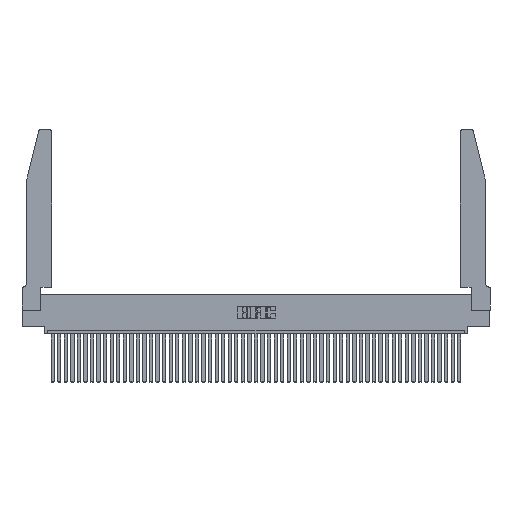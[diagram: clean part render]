
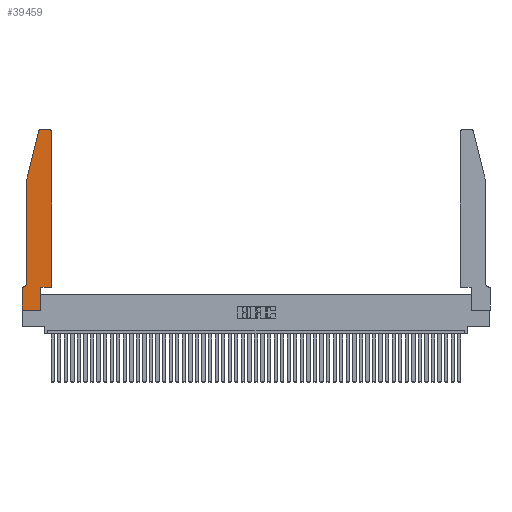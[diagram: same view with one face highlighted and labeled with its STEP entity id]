
A CAD part, top view. The second image highlights one B-rep face of the part: STEP entity #39459.
In plain terms, the highlighted planar face has unit normal (0, 0, 1).
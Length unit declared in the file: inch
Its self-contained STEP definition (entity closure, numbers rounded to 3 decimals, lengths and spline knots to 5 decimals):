
#43 = EDGE_CURVE ( 'NONE', #18808, #7984, #3831, .T. ) ;
#859 = ORIENTED_EDGE ( 'NONE', *, *, #25030, .T. ) ;
#2093 = EDGE_CURVE ( 'NONE', #17487, #27732, #6542, .T. ) ;
#2117 = VECTOR ( 'NONE', #16374, 39.37008 ) ;
#2345 = CARTESIAN_POINT ( 'NONE',  ( 0.0755, 2., 0.37 ) ) ;
#2553 = VERTEX_POINT ( 'NONE', #25588 ) ;
#2835 = CARTESIAN_POINT ( 'NONE',  ( 0.0755, 0.42, 0.37 ) ) ;
#2874 = VECTOR ( 'NONE', #18791, 39.37008 ) ;
#2977 = CARTESIAN_POINT ( 'NONE',  ( 0.284, 2.75, 0.37 ) ) ;
#3112 = CARTESIAN_POINT ( 'NONE',  ( 0.0755, 2., 0.37 ) ) ;
#3623 = DIRECTION ( 'NONE',  ( 0., 0., 1. ) ) ;
#3831 = LINE ( 'NONE', #23404, #31882 ) ;
#3967 = DIRECTION ( 'NONE',  ( 0., -1., 0. ) ) ;
#4124 = CARTESIAN_POINT ( 'NONE',  ( 0.0755, 2., 0.37 ) ) ;
#4359 = ORIENTED_EDGE ( 'NONE', *, *, #35483, .T. ) ;
#4805 = CARTESIAN_POINT ( 'NONE',  ( 0.4505, 0.35, 0.37 ) ) ;
#4964 = AXIS2_PLACEMENT_3D ( 'NONE', #45907, #3623, #26486 ) ;
#5643 = CIRCLE ( 'NONE', #6227, 0.03 ) ;
#5734 = ORIENTED_EDGE ( 'NONE', *, *, #6036, .T. ) ;
#6036 = EDGE_CURVE ( 'NONE', #37171, #19343, #46545, .T. ) ;
#6227 = AXIS2_PLACEMENT_3D ( 'NONE', #23728, #35414, #35591 ) ;
#6542 = CIRCLE ( 'NONE', #15229, 0.03 ) ;
#6774 = VERTEX_POINT ( 'NONE', #38417 ) ;
#7522 = VERTEX_POINT ( 'NONE', #22523 ) ;
#7579 = DIRECTION ( 'NONE',  ( 0., 1., 0. ) ) ;
#7962 = VECTOR ( 'NONE', #3967, 39.37008 ) ;
#7984 = VERTEX_POINT ( 'NONE', #30710 ) ;
#8565 = VECTOR ( 'NONE', #7579, 39.37008 ) ;
#9317 = EDGE_CURVE ( 'NONE', #6774, #48225, #48392, .T. ) ;
#10797 = DIRECTION ( 'NONE',  ( 1., 0., 0. ) ) ;
#11712 = EDGE_CURVE ( 'NONE', #7984, #37171, #33335, .T. ) ;
#11900 = CARTESIAN_POINT ( 'NONE',  ( 0.0055, 0.42, 0.37 ) ) ;
#12285 = CARTESIAN_POINT ( 'NONE',  ( 0.25487, 2.72718, 0.37 ) ) ;
#12971 = LINE ( 'NONE', #25217, #2874 ) ;
#13598 = CARTESIAN_POINT ( 'NONE',  ( 0., 0., 0.37 ) ) ;
#13866 = DIRECTION ( 'NONE',  ( -0.239, -0.971, 0. ) ) ;
#14712 = ORIENTED_EDGE ( 'NONE', *, *, #11712, .T. ) ;
#15022 = FACE_OUTER_BOUND ( 'NONE', #33650, .T. ) ;
#15229 = AXIS2_PLACEMENT_3D ( 'NONE', #32971, #33644, #10797 ) ;
#16044 = DIRECTION ( 'NONE',  ( 0., 0., -1. ) ) ;
#16196 = DIRECTION ( 'NONE',  ( -1., 0., 0. ) ) ;
#16374 = DIRECTION ( 'NONE',  ( -1., 0., 0. ) ) ;
#16622 = ORIENTED_EDGE ( 'NONE', *, *, #43, .T. ) ;
#16935 = ORIENTED_EDGE ( 'NONE', *, *, #45916, .T. ) ;
#17487 = VERTEX_POINT ( 'NONE', #2977 ) ;
#18785 = LINE ( 'NONE', #46288, #8565 ) ;
#18791 = DIRECTION ( 'NONE',  ( 0., 1., 0. ) ) ;
#18808 = VERTEX_POINT ( 'NONE', #29673 ) ;
#19343 = VERTEX_POINT ( 'NONE', #20742 ) ;
#19516 = ORIENTED_EDGE ( 'NONE', *, *, #46490, .T. ) ;
#19924 = ORIENTED_EDGE ( 'NONE', *, *, #9317, .T. ) ;
#20742 = CARTESIAN_POINT ( 'NONE',  ( 0.2865, 0., 0.37 ) ) ;
#21393 = VECTOR ( 'NONE', #31691, 39.37008 ) ;
#21466 = AXIS2_PLACEMENT_3D ( 'NONE', #11900, #16044, #46495 ) ;
#22071 = ORIENTED_EDGE ( 'NONE', *, *, #2093, .T. ) ;
#22523 = CARTESIAN_POINT ( 'NONE',  ( 0.4505, 2.72, 0.37 ) ) ;
#23404 = CARTESIAN_POINT ( 'NONE',  ( 0.0755, 0.35, 0.37 ) ) ;
#23658 = EDGE_CURVE ( 'NONE', #7522, #2553, #5643, .T. ) ;
#23728 = CARTESIAN_POINT ( 'NONE',  ( 0.4205, 2.72, 0.37 ) ) ;
#24347 = ORIENTED_EDGE ( 'NONE', *, *, #44175, .T. ) ;
#25030 = EDGE_CURVE ( 'NONE', #27732, #33546, #36537, .T. ) ;
#25217 = CARTESIAN_POINT ( 'NONE',  ( 0.2865, 0.35, 0.37 ) ) ;
#25588 = CARTESIAN_POINT ( 'NONE',  ( 0.4205, 2.75, 0.37 ) ) ;
#26486 = DIRECTION ( 'NONE',  ( 1., 0., 0. ) ) ;
#27732 = VERTEX_POINT ( 'NONE', #12285 ) ;
#27881 = CARTESIAN_POINT ( 'NONE',  ( 0.4505, 0.35, 0.37 ) ) ;
#29035 = DIRECTION ( 'NONE',  ( 1., 0., 0. ) ) ;
#29673 = CARTESIAN_POINT ( 'NONE',  ( 0.0055, 0.35, 0.37 ) ) ;
#30710 = CARTESIAN_POINT ( 'NONE',  ( 0., 0.35, 0.37 ) ) ;
#30850 = ORIENTED_EDGE ( 'NONE', *, *, #42947, .T. ) ;
#31496 = ORIENTED_EDGE ( 'NONE', *, *, #23658, .T. ) ;
#31691 = DIRECTION ( 'NONE',  ( 0., -1., 0. ) ) ;
#31788 = VERTEX_POINT ( 'NONE', #2835 ) ;
#31882 = VECTOR ( 'NONE', #16196, 39.37008 ) ;
#32971 = CARTESIAN_POINT ( 'NONE',  ( 0.284, 2.72, 0.37 ) ) ;
#33335 = LINE ( 'NONE', #40441, #21393 ) ;
#33546 = VERTEX_POINT ( 'NONE', #3112 ) ;
#33644 = DIRECTION ( 'NONE',  ( 0., 0., 1. ) ) ;
#33650 = EDGE_LOOP ( 'NONE', ( #30850, #22071, #859, #24347, #16935, #16622, #14712, #5734, #4359, #19924, #19516, #31496 ) ) ;
#35414 = DIRECTION ( 'NONE',  ( 0., 0., 1. ) ) ;
#35483 = EDGE_CURVE ( 'NONE', #19343, #6774, #12971, .T. ) ;
#35591 = DIRECTION ( 'NONE',  ( 1., 0., 0. ) ) ;
#36537 = LINE ( 'NONE', #2345, #40697 ) ;
#36551 = CARTESIAN_POINT ( 'NONE',  ( 0., 0., 0.37 ) ) ;
#37171 = VERTEX_POINT ( 'NONE', #13598 ) ;
#38169 = PLANE ( 'NONE',  #4964 ) ;
#38417 = CARTESIAN_POINT ( 'NONE',  ( 0.2865, 0.35, 0.37 ) ) ;
#39429 = CARTESIAN_POINT ( 'NONE',  ( 0.2605, 2.75, 0.37 ) ) ;
#39459 = ADVANCED_FACE ( 'NONE', ( #15022 ), #38169, .T. ) ;
#39493 = VECTOR ( 'NONE', #43385, 39.37008 ) ;
#39584 = LINE ( 'NONE', #4124, #7962 ) ;
#40441 = CARTESIAN_POINT ( 'NONE',  ( 0., 0., 0.37 ) ) ;
#40697 = VECTOR ( 'NONE', #13866, 39.37008 ) ;
#40709 = VECTOR ( 'NONE', #29035, 39.37008 ) ;
#42947 = EDGE_CURVE ( 'NONE', #2553, #17487, #46744, .T. ) ;
#43385 = DIRECTION ( 'NONE',  ( 1., 0., 0. ) ) ;
#44175 = EDGE_CURVE ( 'NONE', #33546, #31788, #39584, .T. ) ;
#45907 = CARTESIAN_POINT ( 'NONE',  ( 0., 0.35, 0.37 ) ) ;
#45916 = EDGE_CURVE ( 'NONE', #31788, #18808, #47312, .T. ) ;
#46288 = CARTESIAN_POINT ( 'NONE',  ( 0.4505, 0.35, 0.37 ) ) ;
#46490 = EDGE_CURVE ( 'NONE', #48225, #7522, #18785, .T. ) ;
#46495 = DIRECTION ( 'NONE',  ( -1., 0., 0. ) ) ;
#46545 = LINE ( 'NONE', #36551, #40709 ) ;
#46744 = LINE ( 'NONE', #39429, #2117 ) ;
#47312 = CIRCLE ( 'NONE', #21466, 0.07 ) ;
#48225 = VERTEX_POINT ( 'NONE', #4805 ) ;
#48392 = LINE ( 'NONE', #27881, #39493 ) ;
